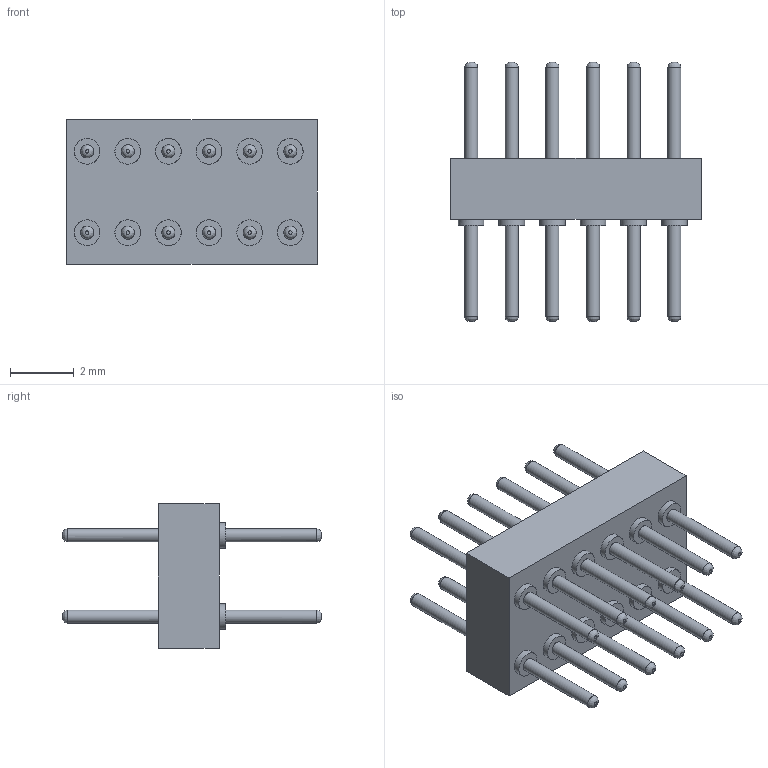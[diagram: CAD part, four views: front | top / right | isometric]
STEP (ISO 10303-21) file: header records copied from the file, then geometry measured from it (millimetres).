
FILE_DESCRIPTION( ('This file contains a STEP AP42 implementation' ,'as created by ZW3D STEP Interface translator.') ,'2;1' );
FILE_NAME( '3514-193XXSXX081X1.stp' ,'231013.15 420', (''), ('ZWCAD Software Co.'), 'Version 1.0', 'ZW3D to STEP translator', '' );
FILE_SCHEMA(('AUTOMOTIVE_DESIGN { 1 0 10303 214 1 1 1 1 }'));
Length unit declared in the file: millimetre
Products named in the file (2): 0; 3514-19320sxx081x1
Bounding box: 7.83 x 8.1 x 4.52 mm (x, y, z)
Volume: 77.6 mm3; surface area: 304.4 mm2
Topology: 13 solids, 13 shells, 270 faces, 492 edges, 320 vertices
Faces by surface type: cylinder 120, plane 102, bspline 24, cone 24
Full cylindrical faces by diameter (mm): 0.41 x24, 0.56 x36, 0.62 x24, 0.8 x12
Entity records: 20688 total; most frequent: CARTESIAN_POINT 16003, ORIENTED_EDGE 984, DIRECTION 546, EDGE_CURVE 492, B_SPLINE_CURVE_WITH_KNOTS 464, EDGE_LOOP 366, VERTEX_POINT 320, AXIS2_PLACEMENT_3D 271
